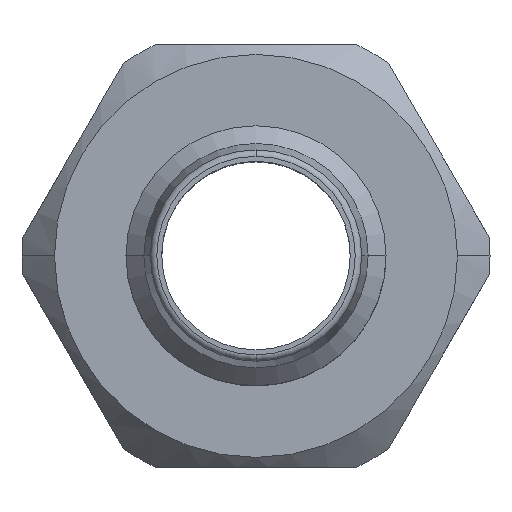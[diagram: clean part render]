
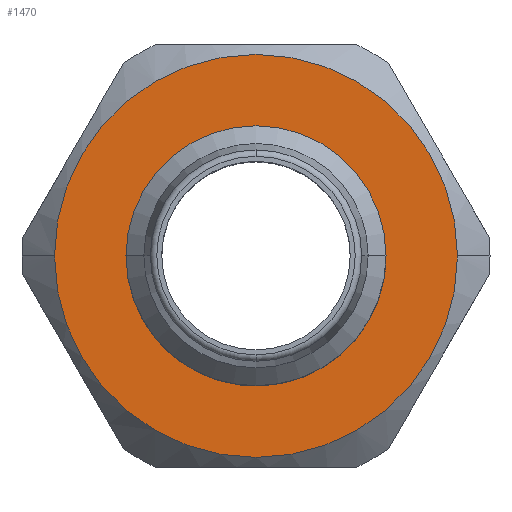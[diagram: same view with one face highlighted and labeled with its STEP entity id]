
A CAD part, top view. The second image highlights one B-rep face of the part: STEP entity #1470.
In plain terms, the highlighted planar face has unit normal (0, 0, 1).
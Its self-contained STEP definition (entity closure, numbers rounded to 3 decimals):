
#1397=AXIS2_PLACEMENT_3D('Circle Axis2P3D',#1395,#1396,$) ;
#1446=AXIS2_PLACEMENT_3D('Plane Axis2P3D',#1443,#1444,#1445) ;
#1450=AXIS2_PLACEMENT_3D('Circle Axis2P3D',#1448,#1449,$) ;
#1459=AXIS2_PLACEMENT_3D('Circle Axis2P3D',#1457,#1458,$) ;
#1392=CARTESIAN_POINT('Vertex',(11.2,6.5,10.5)) ;
#1395=CARTESIAN_POINT('Axis2P3D Location',(7.2,6.5,10.5)) ;
#1399=CARTESIAN_POINT('Vertex',(3.2,6.5,10.5)) ;
#1420=CARTESIAN_POINT('Control Point',(3.2,6.5,10.5)) ;
#1421=CARTESIAN_POINT('Control Point',(3.2,5.872,10.5)) ;
#1422=CARTESIAN_POINT('Control Point',(3.323,5.243,10.5)) ;
#1423=CARTESIAN_POINT('Control Point',(3.57,4.647,10.5)) ;
#1424=CARTESIAN_POINT('Control Point',(4.284,3.584,10.5)) ;
#1425=CARTESIAN_POINT('Control Point',(5.347,2.87,10.5)) ;
#1426=CARTESIAN_POINT('Control Point',(5.943,2.623,10.5)) ;
#1427=CARTESIAN_POINT('Control Point',(7.2,2.377,10.5)) ;
#1428=CARTESIAN_POINT('Control Point',(8.457,2.623,10.5)) ;
#1429=CARTESIAN_POINT('Control Point',(9.053,2.87,10.5)) ;
#1430=CARTESIAN_POINT('Control Point',(10.116,3.584,10.5)) ;
#1431=CARTESIAN_POINT('Control Point',(10.83,4.647,10.5)) ;
#1432=CARTESIAN_POINT('Control Point',(11.077,5.243,10.5)) ;
#1433=CARTESIAN_POINT('Control Point',(11.2,5.872,10.5)) ;
#1434=CARTESIAN_POINT('Control Point',(11.2,6.5,10.5)) ;
#1443=CARTESIAN_POINT('Axis2P3D Location',(2.1,6.5,10.5)) ;
#1448=CARTESIAN_POINT('Axis2P3D Location',(7.2,6.5,10.5)) ;
#1452=CARTESIAN_POINT('Vertex',(1.,6.5,10.5)) ;
#1454=CARTESIAN_POINT('Vertex',(13.4,6.5,10.5)) ;
#1457=CARTESIAN_POINT('Axis2P3D Location',(7.2,6.5,10.5)) ;
#1396=DIRECTION('Axis2P3D Direction',(0.,0.,1.)) ;
#1444=DIRECTION('Axis2P3D Direction',(0.,0.,1.)) ;
#1445=DIRECTION('Axis2P3D XDirection',(0.,-1.,0.)) ;
#1449=DIRECTION('Axis2P3D Direction',(0.,0.,1.)) ;
#1458=DIRECTION('Axis2P3D Direction',(0.,0.,1.)) ;
#1463=ORIENTED_EDGE('',*,*,#1456,.T.) ;
#1464=ORIENTED_EDGE('',*,*,#1461,.T.) ;
#1467=ORIENTED_EDGE('',*,*,#1401,.F.) ;
#1468=ORIENTED_EDGE('',*,*,#1435,.F.) ;
#1469=FACE_BOUND('',#1466,.T.) ;
#1470=ADVANCED_FACE('V1',(#1465,#1469),#1447,.T.) ;
#1419=B_SPLINE_CURVE_WITH_KNOTS('',5,(#1420,#1421,#1422,#1423,#1424,#1425,#1426,#1427,#1428,#1429,#1430,#1431,#1432,#1433,#1434),.UNSPECIFIED.,.F.,.U.,(6,3,3,3,6),(-6.283,-3.142,0.,3.142,6.283),.UNSPECIFIED.) ;
#1398=CIRCLE('generated circle',#1397,4.) ;
#1451=CIRCLE('generated circle',#1450,6.2) ;
#1460=CIRCLE('generated circle',#1459,6.2) ;
#1401=EDGE_CURVE('',#1393,#1400,#1398,.T.) ;
#1435=EDGE_CURVE('',#1400,#1393,#1419,.T.) ;
#1456=EDGE_CURVE('',#1453,#1455,#1451,.T.) ;
#1461=EDGE_CURVE('',#1455,#1453,#1460,.T.) ;
#1462=EDGE_LOOP('',(#1463,#1464)) ;
#1466=EDGE_LOOP('',(#1467,#1468)) ;
#1465=FACE_OUTER_BOUND('',#1462,.T.) ;
#1447=PLANE('',#1446) ;
#1393=VERTEX_POINT('',#1392) ;
#1400=VERTEX_POINT('',#1399) ;
#1453=VERTEX_POINT('',#1452) ;
#1455=VERTEX_POINT('',#1454) ;
